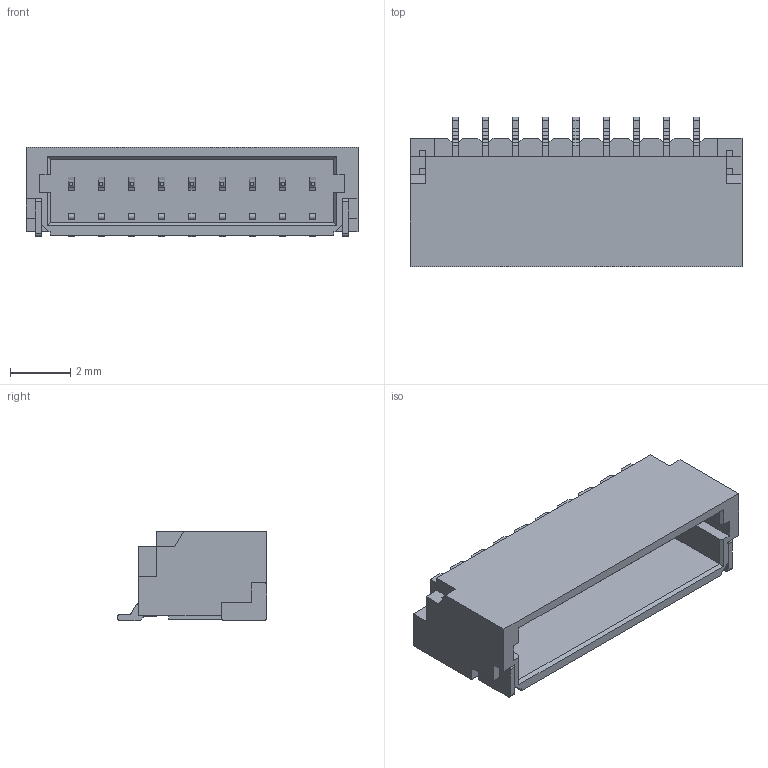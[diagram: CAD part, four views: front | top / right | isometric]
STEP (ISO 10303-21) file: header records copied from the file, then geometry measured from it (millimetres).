
FILE_DESCRIPTION(('STEP AP214'), '1');
FILE_NAME('SMxB-SRSS-TB', '', ('UNSPECIFIED'), ('UNSPECIFIED'), 'ASCON STEP Converter 1.6', 'ASCON Math Kernel', '');
FILE_SCHEMA(('AUTOMOTIVE_DESIGN { 1 0 10303 214 3 1 1}'));
Length unit declared in the file: millimetre
Bounding box: 11 x 4.95 x 2.95 mm (x, y, z)
Volume: 68.1 mm3; surface area: 356 mm2
Topology: 12 solids, 12 shells, 477 faces, 1404 edges, 934 vertices
Faces by surface type: plane 399, cylinder 78
Entity records: 19680 total; most frequent: CARTESIAN_POINT 2816, ORIENTED_EDGE 2808, DIRECTION 2516, EDGE_CURVE 1404, LINE 1248, VECTOR 1248, VERTEX_POINT 934, AXIS2_PLACEMENT_3D 634
